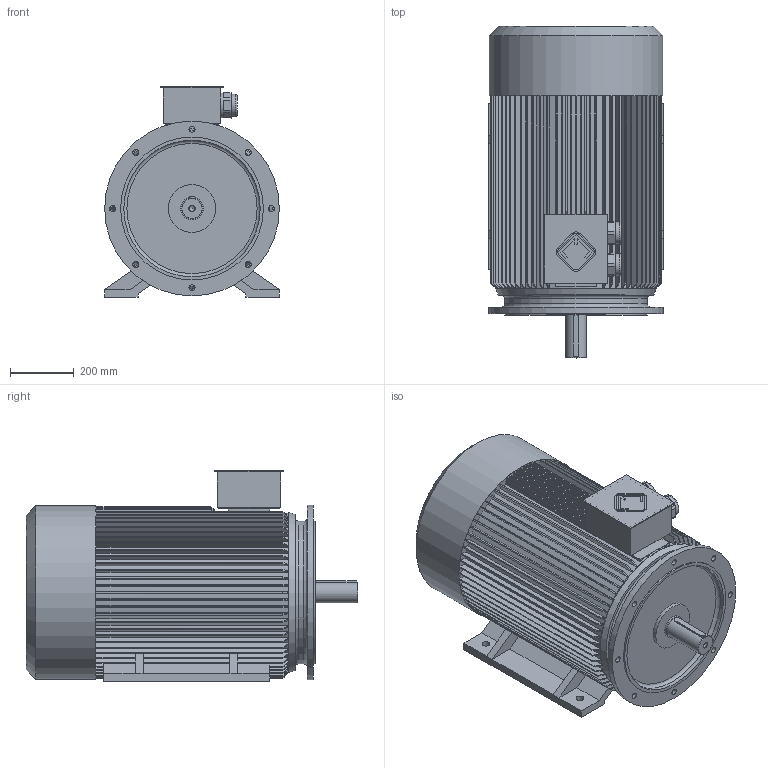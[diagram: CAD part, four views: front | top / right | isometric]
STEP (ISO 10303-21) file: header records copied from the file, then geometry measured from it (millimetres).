
FILE_DESCRIPTION(/* description */ ('Unknown'),/* implementation_level */ '2;1');
FILE_NAME(/* name */ 'AIS280M2_В35',/* time_stamp */ '2021-05-24T14:17:21+03:00',/* author */ ('Unknown'),/* organization */ ('Unknown'),/* preprocessor_version */ 'ST-DEVELOPER v16',/* originating_system */ 'DEX',/* authorisation */ $);
FILE_SCHEMA (('AUTOMOTIVE_DESIGN {1 0 10303 214 3 1 1}'));
Length unit declared in the file: millimetre
Products named in the file (1): AIS280M2_ﾂ35
Bounding box: 550 x 1045 x 664 mm (x, y, z)
Volume: 196415631.1 mm3; surface area: 4316422.1 mm2
Topology: 1 solids, 1 shells, 602 faces, 1731 edges, 1147 vertices
Faces by surface type: plane 405, cylinder 121, cone 71, torus 5
Full cylindrical faces by diameter (mm): 17.294 x2, 19 x8, 24 x4, 65 x1, 69.612 x2, 72 x1, 80 x2, 150 x1, 430 x1, 450 x2, 500 x1, 547 x1, 550 x1
Entity records: 24035 total; most frequent: CARTESIAN_POINT 4010, ORIENTED_EDGE 3342, DIRECTION 3264, EDGE_CURVE 1671, VERTEX_POINT 1126, AXIS2_PLACEMENT_3D 1122, LINE 1020, VECTOR 1020
